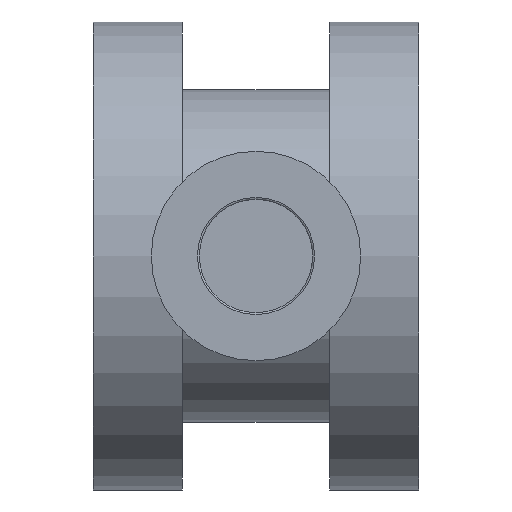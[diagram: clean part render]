
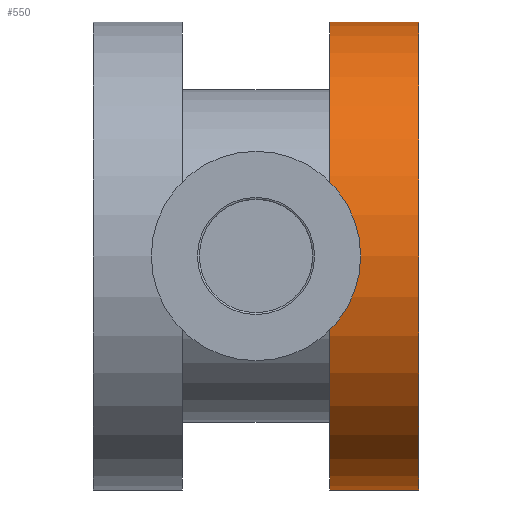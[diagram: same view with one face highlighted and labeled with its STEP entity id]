
A CAD part, left-side view. The second image highlights one B-rep face of the part: STEP entity #550.
In plain terms, the highlighted cylindrical face has radius 38 mm (diameter 76 mm), a full revolution.
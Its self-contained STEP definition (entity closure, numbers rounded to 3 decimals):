
#57=FACE_OUTER_BOUND('',#96,.T.);
#96=EDGE_LOOP('',(#383,#384,#385,#386));
#144=LINE('',#927,#168);
#168=VECTOR('',#724,38.);
#196=CIRCLE('',#619,38.);
#197=CIRCLE('',#620,38.);
#247=VERTEX_POINT('',#924);
#248=VERTEX_POINT('',#926);
#301=EDGE_CURVE('',#247,#247,#196,.T.);
#302=EDGE_CURVE('',#247,#248,#144,.T.);
#303=EDGE_CURVE('',#248,#248,#197,.T.);
#383=ORIENTED_EDGE('',*,*,#301,.F.);
#384=ORIENTED_EDGE('',*,*,#302,.T.);
#385=ORIENTED_EDGE('',*,*,#303,.T.);
#386=ORIENTED_EDGE('',*,*,#302,.F.);
#535=CYLINDRICAL_SURFACE('',#618,38.);
#550=ADVANCED_FACE('',(#57),#535,.T.);
#618=AXIS2_PLACEMENT_3D('',#923,#720,#721);
#619=AXIS2_PLACEMENT_3D('',#925,#722,#723);
#620=AXIS2_PLACEMENT_3D('',#928,#725,#726);
#720=DIRECTION('center_axis',(0.,-1.,0.));
#721=DIRECTION('ref_axis',(-1.,0.,0.));
#722=DIRECTION('center_axis',(0.,-1.,0.));
#723=DIRECTION('ref_axis',(1.,0.,0.));
#724=DIRECTION('',(0.,1.,0.));
#725=DIRECTION('center_axis',(0.,-1.,0.));
#726=DIRECTION('ref_axis',(1.,0.,0.));
#923=CARTESIAN_POINT('Origin',(1.471,-19.165,1.452));
#924=CARTESIAN_POINT('',(39.471,-26.415,1.452));
#925=CARTESIAN_POINT('Origin',(1.471,-26.415,1.452));
#926=CARTESIAN_POINT('',(39.471,-11.915,1.452));
#927=CARTESIAN_POINT('',(39.471,-19.165,1.452));
#928=CARTESIAN_POINT('Origin',(1.471,-11.915,1.452));
